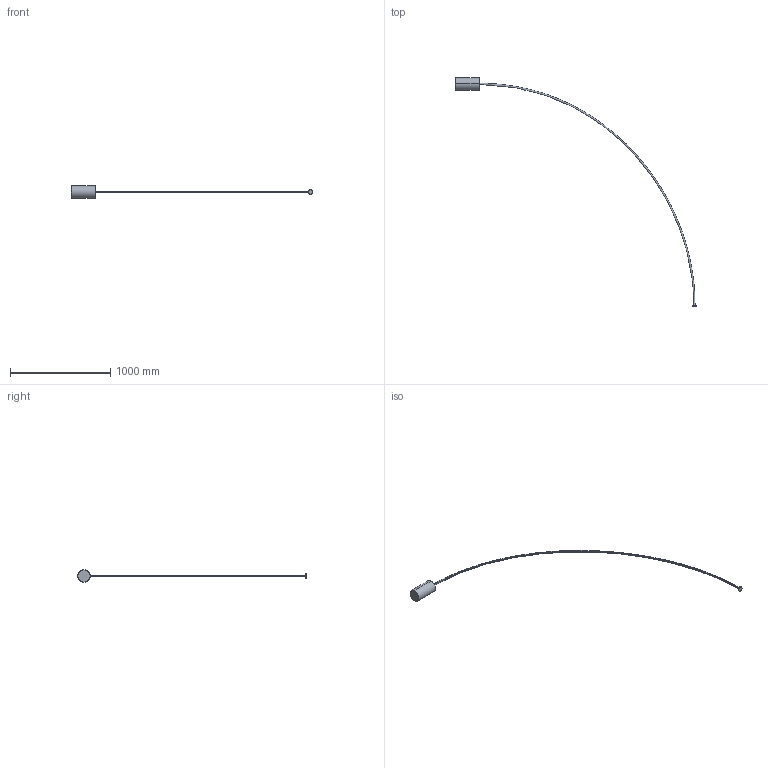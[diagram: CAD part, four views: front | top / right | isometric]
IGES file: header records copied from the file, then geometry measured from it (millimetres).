
Start section: SolidWorks IGES file using analytic representation for surfaces
Global section: file name: POLEx4 - Pole 04 Floor to Surface - 3 Sections.igs; native system: SolidWorks 2015; preprocessor: SolidWorks 2015; author: Design; date: 190925.140403; units: inch
Bounding box: 2409.16 x 2282.46 x 125 mm (x, y, z)
Volume: 3412605 mm3; surface area: 269665.3 mm2
Topology: 1 solids, 1 shells, 18 faces, 36 edges, 22 vertices
Faces by surface type: revolution 10, plane 4, bspline 4
